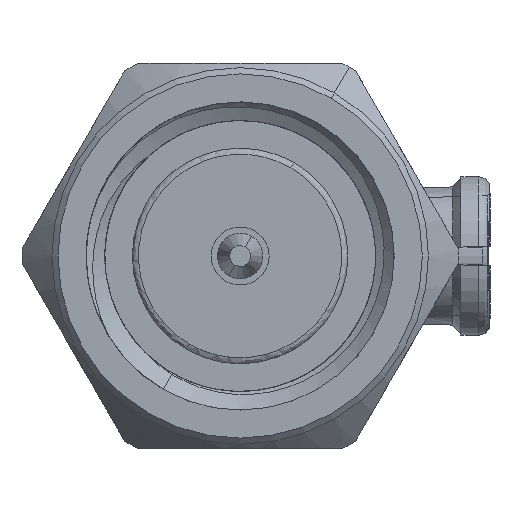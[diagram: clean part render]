
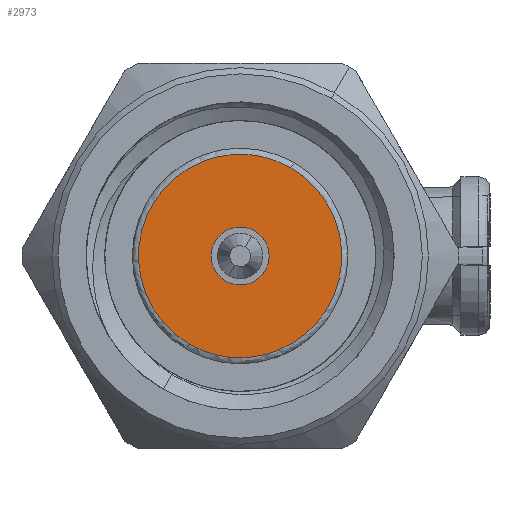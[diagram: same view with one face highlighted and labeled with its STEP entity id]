
A CAD part, left-side view. The second image highlights one B-rep face of the part: STEP entity #2973.
In plain terms, the highlighted planar face has unit normal (-1, 0, 0).
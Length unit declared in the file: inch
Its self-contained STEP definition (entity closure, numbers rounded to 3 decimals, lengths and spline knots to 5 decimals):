
#187 = CARTESIAN_POINT ( 'NONE',  ( 0.107, -0.04125, 0.07145 ) ) ;
#211 = CARTESIAN_POINT ( 'NONE',  ( 0.107, 0., 0. ) ) ;
#374 = DIRECTION ( 'NONE',  ( -1., 0., 0. ) ) ;
#555 = EDGE_CURVE ( 'NONE', #6200, #4688, #2841, .T. ) ;
#653 = EDGE_CURVE ( 'NONE', #1172, #2788, #2963, .T. ) ;
#695 = CARTESIAN_POINT ( 'NONE',  ( 0.107, 0.04125, -0.07145 ) ) ;
#986 = EDGE_LOOP ( 'NONE', ( #2098, #1887 ) ) ;
#1051 = ORIENTED_EDGE ( 'NONE', *, *, #555, .F. ) ;
#1172 = VERTEX_POINT ( 'NONE', #3656 ) ;
#1538 =( BOUNDED_CURVE ( )  B_SPLINE_CURVE ( 3, ( #187, #4172, #1730, #5962 ),
 .UNSPECIFIED., .F., .T. ) 
 B_SPLINE_CURVE_WITH_KNOTS ( ( 4, 4 ),
 ( 0., 1. ),
 .UNSPECIFIED. ) 
 CURVE ( )  GEOMETRIC_REPRESENTATION_ITEM ( )  RATIONAL_B_SPLINE_CURVE ( ( 1., 0.333, 0.333, 1. ) ) 
 REPRESENTATION_ITEM ( '' )  );
#1730 = CARTESIAN_POINT ( 'NONE',  ( 0.107, -0.10164, -0.15395 ) ) ;
#1883 = CARTESIAN_POINT ( 'NONE',  ( 0.107, 0.10164, 0.15395 ) ) ;
#1887 = ORIENTED_EDGE ( 'NONE', *, *, #653, .F. ) ;
#2098 = ORIENTED_EDGE ( 'NONE', *, *, #2329, .F. ) ;
#2329 = EDGE_CURVE ( 'NONE', #2788, #1172, #7181, .T. ) ;
#2678 = DIRECTION ( 'NONE',  ( 0., 0.5, -0.866 ) ) ;
#2788 = VERTEX_POINT ( 'NONE', #4786 ) ;
#2841 =( BOUNDED_CURVE ( )  B_SPLINE_CURVE ( 3, ( #695, #7115, #1883, #3067 ),
 .UNSPECIFIED., .F., .T. ) 
 B_SPLINE_CURVE_WITH_KNOTS ( ( 4, 4 ),
 ( 0., 1. ),
 .UNSPECIFIED. ) 
 CURVE ( )  GEOMETRIC_REPRESENTATION_ITEM ( )  RATIONAL_B_SPLINE_CURVE ( ( 1., 0.333, 0.333, 1. ) ) 
 REPRESENTATION_ITEM ( '' )  );
#2951 = FACE_OUTER_BOUND ( 'NONE', #6717, .T. ) ;
#2963 = CIRCLE ( 'NONE', #7228, 0.0235 ) ;
#2973 = ADVANCED_FACE ( 'NONE', ( #5120, #2951 ), #6892, .F. ) ;
#3067 = CARTESIAN_POINT ( 'NONE',  ( 0.107, -0.04125, 0.07145 ) ) ;
#3186 = CARTESIAN_POINT ( 'NONE',  ( 0.107, -0.04125, 0.07145 ) ) ;
#3379 = DIRECTION ( 'NONE',  ( 1., 0., 0. ) ) ;
#3572 = ORIENTED_EDGE ( 'NONE', *, *, #5511, .F. ) ;
#3656 = CARTESIAN_POINT ( 'NONE',  ( 0.107, -0.01175, 0.02035 ) ) ;
#4172 = CARTESIAN_POINT ( 'NONE',  ( 0.107, -0.18414, -0.01105 ) ) ;
#4360 = CARTESIAN_POINT ( 'NONE',  ( 0.107, 0., 0. ) ) ;
#4688 = VERTEX_POINT ( 'NONE', #3186 ) ;
#4749 = AXIS2_PLACEMENT_3D ( 'NONE', #6354, #3379, #6964 ) ;
#4786 = CARTESIAN_POINT ( 'NONE',  ( 0.107, 0.01175, -0.02035 ) ) ;
#4994 = CARTESIAN_POINT ( 'NONE',  ( 0.107, 0.04125, -0.07145 ) ) ;
#5120 = FACE_BOUND ( 'NONE', #986, .T. ) ;
#5361 = DIRECTION ( 'NONE',  ( 0., 0.5, -0.866 ) ) ;
#5473 = AXIS2_PLACEMENT_3D ( 'NONE', #211, #6521, #5361 ) ;
#5511 = EDGE_CURVE ( 'NONE', #4688, #6200, #1538, .T. ) ;
#5962 = CARTESIAN_POINT ( 'NONE',  ( 0.107, 0.04125, -0.07145 ) ) ;
#6200 = VERTEX_POINT ( 'NONE', #4994 ) ;
#6354 = CARTESIAN_POINT ( 'NONE',  ( 0.107, 0., 0. ) ) ;
#6521 = DIRECTION ( 'NONE',  ( -1., 0., 0. ) ) ;
#6717 = EDGE_LOOP ( 'NONE', ( #1051, #3572 ) ) ;
#6892 = PLANE ( 'NONE',  #4749 ) ;
#6964 = DIRECTION ( 'NONE',  ( 0., 1., 0. ) ) ;
#7115 = CARTESIAN_POINT ( 'NONE',  ( 0.107, 0.18414, 0.01105 ) ) ;
#7181 = CIRCLE ( 'NONE', #5473, 0.0235 ) ;
#7228 = AXIS2_PLACEMENT_3D ( 'NONE', #4360, #374, #2678 ) ;
